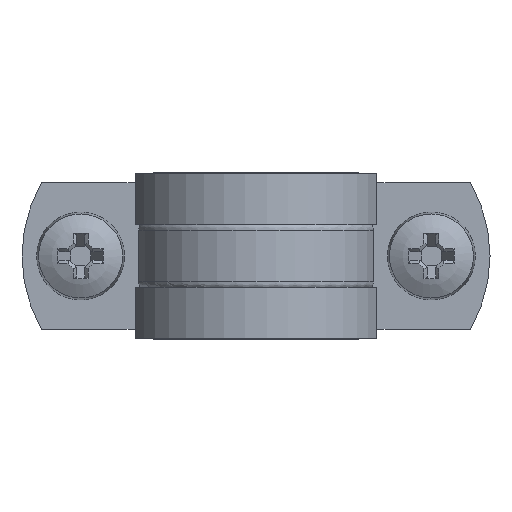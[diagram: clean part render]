
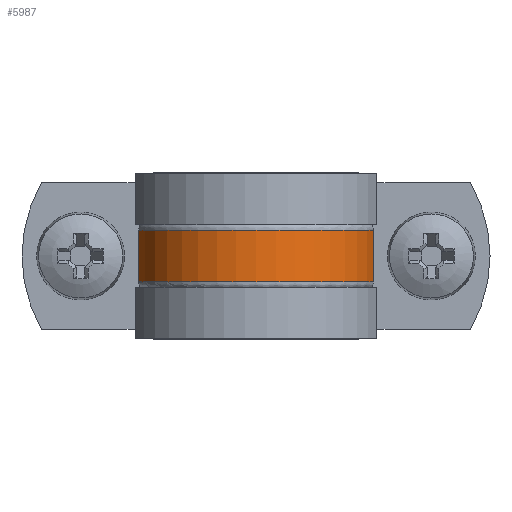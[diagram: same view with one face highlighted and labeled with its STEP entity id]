
A CAD part, front view. The second image highlights one B-rep face of the part: STEP entity #5987.
In plain terms, the highlighted cylindrical face has radius 16.5 mm (diameter 33 mm), a partial arc.
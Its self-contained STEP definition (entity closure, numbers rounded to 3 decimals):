
#5920=CARTESIAN_POINT('',(16.008,-4.,-3.5));
#5921=VERTEX_POINT('',#5920);
#5933=CARTESIAN_POINT('',(-16.008,-4.,-3.5));
#5934=VERTEX_POINT('',#5933);
#5935=CARTESIAN_POINT('',(0.0,0.0,-3.5));
#5936=DIRECTION('',(0.0,0.0,-1.0));
#5937=DIRECTION('',(0.,-1.0,0.0));
#5938=AXIS2_PLACEMENT_3D('',#5935,#5936,#5937);
#5939=CIRCLE('',#5938,16.5);
#5940=EDGE_CURVE('',#5921,#5934,#5939,.T.);
#5956=CARTESIAN_POINT('',(0.0,0.0,0.));
#5957=DIRECTION('',(0.0,0.0,1.0));
#5958=DIRECTION('',(0.0,-1.0,0.0));
#5959=AXIS2_PLACEMENT_3D('',#5956,#5957,#5958);
#5960=CYLINDRICAL_SURFACE('',#5959,16.5);
#5961=ORIENTED_EDGE('',*,*,#5940,.F.);
#5962=CARTESIAN_POINT('',(16.008,-4.,3.5));
#5963=VERTEX_POINT('',#5962);
#5964=CARTESIAN_POINT('',(16.008,-4.,3.5));
#5965=DIRECTION('',(0.0,0.0,-1.0));
#5966=VECTOR('',#5965,7.);
#5967=LINE('',#5964,#5966);
#5968=EDGE_CURVE('',#5963,#5921,#5967,.T.);
#5969=ORIENTED_EDGE('',*,*,#5968,.F.);
#5970=CARTESIAN_POINT('',(-16.008,-4.,3.5));
#5971=VERTEX_POINT('',#5970);
#5972=CARTESIAN_POINT('',(0.0,0.0,3.5));
#5973=DIRECTION('',(0.0,0.0,1.0));
#5974=DIRECTION('',(0.,-1.0,0.0));
#5975=AXIS2_PLACEMENT_3D('',#5972,#5973,#5974);
#5976=CIRCLE('',#5975,16.5);
#5977=EDGE_CURVE('',#5971,#5963,#5976,.T.);
#5978=ORIENTED_EDGE('',*,*,#5977,.F.);
#5979=CARTESIAN_POINT('',(-16.008,-4.,-3.5));
#5980=DIRECTION('',(0.0,0.0,1.0));
#5981=VECTOR('',#5980,7.);
#5982=LINE('',#5979,#5981);
#5983=EDGE_CURVE('',#5934,#5971,#5982,.T.);
#5984=ORIENTED_EDGE('',*,*,#5983,.F.);
#5985=EDGE_LOOP('',(#5961,#5969,#5978,#5984));
#5986=FACE_OUTER_BOUND('',#5985,.T.);
#5987=ADVANCED_FACE('',(#5986),#5960,.T.);
